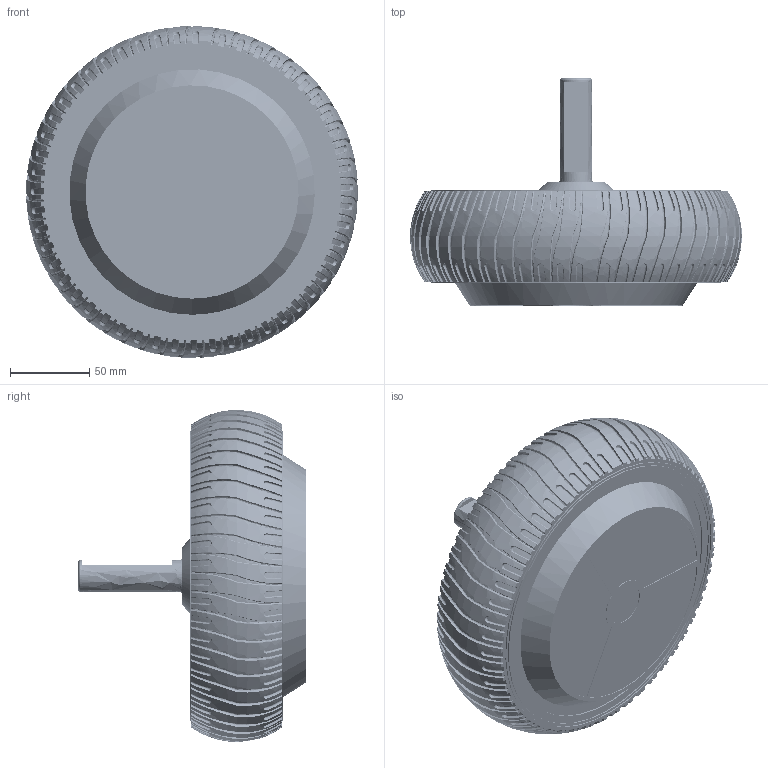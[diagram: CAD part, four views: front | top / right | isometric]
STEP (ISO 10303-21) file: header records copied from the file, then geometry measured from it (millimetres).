
FILE_DESCRIPTION(('FreeCAD Model'),'2;1');
FILE_NAME('Open CASCADE Shape Model','2025-05-02T16:50:30',('FreeCAD'),( 'FreeCAD'),'Open CASCADE STEP processor 7.6','FreeCAD','Unknown');
FILE_SCHEMA(('AUTOMOTIVE_DESIGN { 1 0 10303 214 1 1 1 1 }'));
Products named in the file (1): Open CASCADE STEP translator 7.6 1
Bounding box: 209.89 x 143.65 x 209.9 mm (x, y, z)
Volume: 1329708.1 mm3; surface area: 506292.4 mm2
Topology: 239 solids, 239 shells, 10751 faces, 29011 edges, 18506 vertices
Faces by surface type: bspline 10751
Entity records: 519916 total; most frequent: CARTESIAN_POINT 366768, ORIENTED_EDGE 57408, EDGE_CURVE 28704, VERTEX_POINT 18490, B_SPLINE_CURVE_WITH_KNOTS 12697, FACE_BOUND 10876, EDGE_LOOP 10860, ADVANCED_FACE 10751
